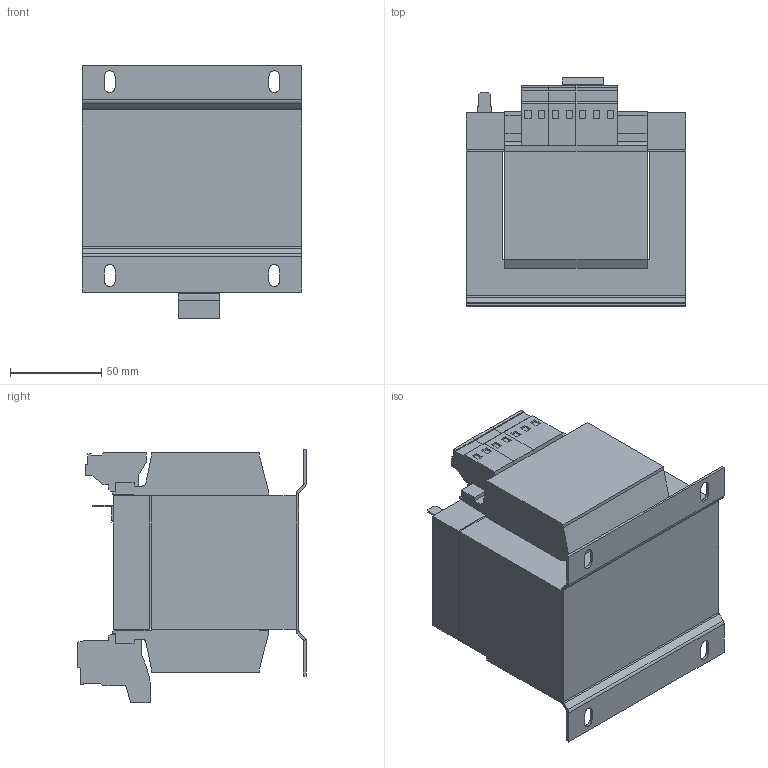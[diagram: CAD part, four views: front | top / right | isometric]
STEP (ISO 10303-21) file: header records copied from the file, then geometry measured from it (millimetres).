
FILE_DESCRIPTION (( 'STEP AP214' ), '1' );
FILE_NAME ('206564.STEP', '2020-05-29T04:43:33', ( '' ), ( '' ), 'SwSTEP 2.0', 'SolidWorks 2018', '' );
FILE_SCHEMA (( 'AUTOMOTIVE_DESIGN' ));
Length unit declared in the file: millimetre
Products named in the file (1): 206564
Bounding box: 120 x 124.8 x 138.6 mm (x, y, z)
Volume: 1185603.2 mm3; surface area: 117624.4 mm2
Topology: 1 solids, 1 shells, 290 faces, 731 edges, 458 vertices
Faces by surface type: plane 249, cylinder 41
Entity records: 8531 total; most frequent: CARTESIAN_POINT 1480, ORIENTED_EDGE 1462, DIRECTION 1395, EDGE_CURVE 731, LINE 649, VECTOR 649, VERTEX_POINT 458, AXIS2_PLACEMENT_3D 373
